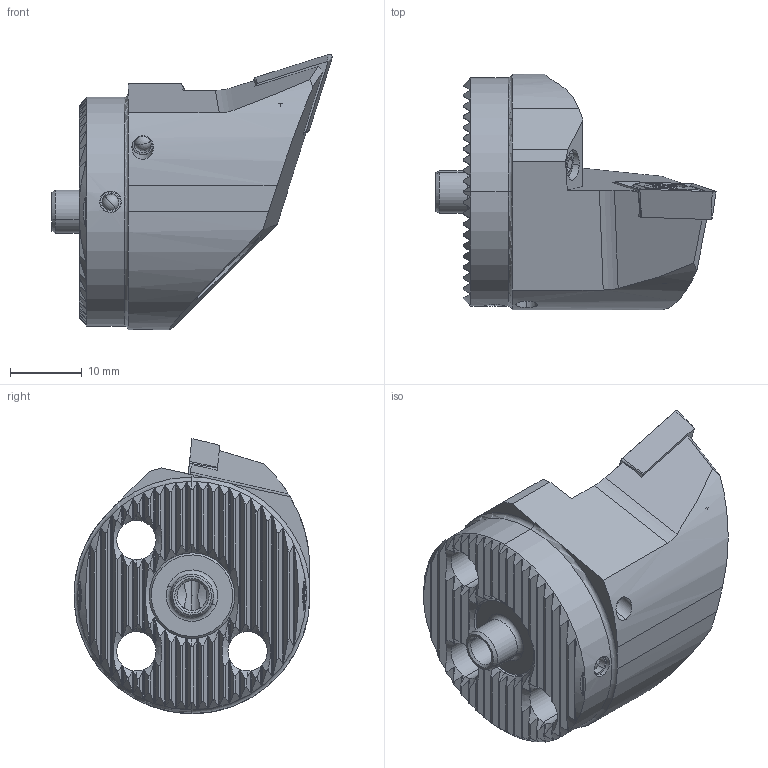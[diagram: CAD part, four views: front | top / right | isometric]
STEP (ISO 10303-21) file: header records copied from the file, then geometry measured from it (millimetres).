
FILE_DESCRIPTION (( 'STEP AP214' ), '1' );
FILE_NAME ('WK2.BDB.LQB.035.STEP', '2020-09-16T11:59:07', ( '' ), ( '' ), 'SwSTEP 2.0', 'SolidWorks 2017', '' );
FILE_SCHEMA (( 'AUTOMOTIVE_DESIGN' ));
Length unit declared in the file: millimetre
Products named in the file (7): WCB-ER2.001.009_A; WKX-ER1.004.005_A_PreviewCfg; WK2.BDB.LQB.035; WK2-ER1.001.012_A_Fertigbearbeitung; DCMT11T304; KVT_MB_600_030; WK2-BDB.LQB.035_A
Assembly tree (9 placements, depth 2):
  WK2.BDB.LQB.035
    WK2-BDB.LQB.035_A
    WKX-ER1.004.005_A_PreviewCfg  x2
    WK2-ER1.001.012_A_Fertigbearbeitung
    KVT_MB_600_030  x3
    DCMT11T304
    WCB-ER2.001.009_A
Bounding box: 39.2 x 33 x 38.5 mm (x, y, z)
Volume: 14588.1 mm3; surface area: 7990.2 mm2
Topology: 12 solids, 12 shells, 564 faces, 1471 edges, 915 vertices
Faces by surface type: plane 196, cylinder 190, cone 140, bspline 16, torus 14, sphere 8
Entity records: 17381 total; most frequent: CARTESIAN_POINT 5762, ORIENTED_EDGE 2564, DIRECTION 2070, EDGE_CURVE 1282, VERTEX_POINT 816, AXIS2_PLACEMENT_3D 796, EDGE_LOOP 508, ADVANCED_FACE 483
